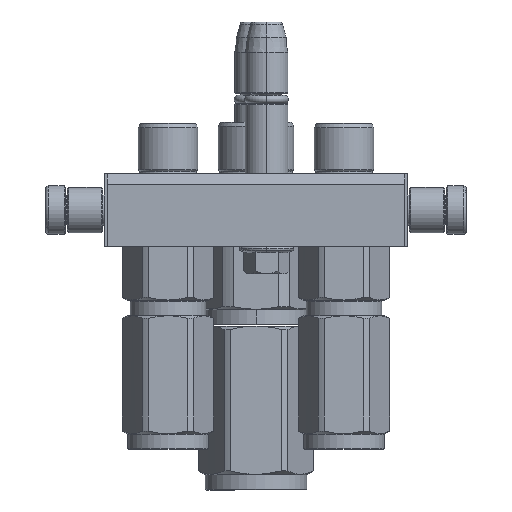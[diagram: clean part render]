
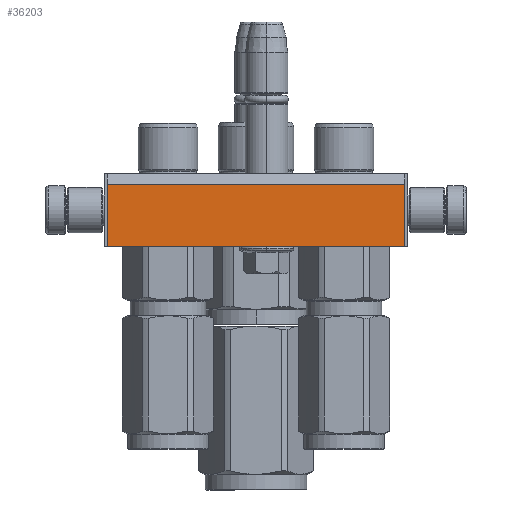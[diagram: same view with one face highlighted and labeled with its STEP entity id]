
A CAD part, left-side view. The second image highlights one B-rep face of the part: STEP entity #36203.
In plain terms, the highlighted face is planar.
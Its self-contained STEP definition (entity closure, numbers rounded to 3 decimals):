
#1115 = EDGE_CURVE ( 'NONE', #23530, #44389, #32319, .T. ) ;
#4624 = VERTEX_POINT ( 'NONE', #22133 ) ;
#5473 = ORIENTED_EDGE ( 'NONE', *, *, #13184, .T. ) ;
#10044 = ORIENTED_EDGE ( 'NONE', *, *, #52976, .T. ) ;
#13184 = EDGE_CURVE ( 'NONE', #47842, #4624, #20930, .T. ) ;
#13888 = VECTOR ( 'NONE', #34807, 1000. ) ;
#15496 = AXIS2_PLACEMENT_3D ( 'NONE', #27928, #52763, #52221 ) ;
#16330 = CARTESIAN_POINT ( 'NONE',  ( -20., 3.464, 24. ) ) ;
#20930 = LINE ( 'NONE', #37769, #52189 ) ;
#21423 = CARTESIAN_POINT ( 'NONE',  ( -20., 24., 24. ) ) ;
#22133 = CARTESIAN_POINT ( 'NONE',  ( 78., 24., 24. ) ) ;
#23155 = CARTESIAN_POINT ( 'NONE',  ( -20., 24., 24. ) ) ;
#23530 = VERTEX_POINT ( 'NONE', #28122 ) ;
#24606 = LINE ( 'NONE', #21423, #39563 ) ;
#25008 = LINE ( 'NONE', #38971, #13888 ) ;
#25294 = ORIENTED_EDGE ( 'NONE', *, *, #1115, .F. ) ;
#27928 = CARTESIAN_POINT ( 'NONE',  ( -21., 0., 24. ) ) ;
#28122 = CARTESIAN_POINT ( 'NONE',  ( -20., 3.464, 24. ) ) ;
#32224 = DIRECTION ( 'NONE',  ( 0., 1., 0. ) ) ;
#32319 = LINE ( 'NONE', #16330, #38116 ) ;
#32806 = EDGE_LOOP ( 'NONE', ( #34772, #25294, #10044, #5473 ) ) ;
#33651 = DIRECTION ( 'NONE',  ( 1., 0., 0. ) ) ;
#34772 = ORIENTED_EDGE ( 'NONE', *, *, #35082, .F. ) ;
#34807 = DIRECTION ( 'NONE',  ( 1., 0., 0. ) ) ;
#35082 = EDGE_CURVE ( 'NONE', #44389, #4624, #24606, .T. ) ;
#36203 = ADVANCED_FACE ( 'NONE', ( #38721 ), #52582, .T. ) ;
#37769 = CARTESIAN_POINT ( 'NONE',  ( 78., 3.464, 24. ) ) ;
#38116 = VECTOR ( 'NONE', #32224, 1000. ) ;
#38721 = FACE_OUTER_BOUND ( 'NONE', #32806, .T. ) ;
#38971 = CARTESIAN_POINT ( 'NONE',  ( -20., 3.464, 24. ) ) ;
#39563 = VECTOR ( 'NONE', #33651, 1000. ) ;
#44389 = VERTEX_POINT ( 'NONE', #23155 ) ;
#46116 = DIRECTION ( 'NONE',  ( 0., 1., 0. ) ) ;
#47379 = CARTESIAN_POINT ( 'NONE',  ( 78., 3.464, 24. ) ) ;
#47842 = VERTEX_POINT ( 'NONE', #47379 ) ;
#52189 = VECTOR ( 'NONE', #46116, 1000. ) ;
#52221 = DIRECTION ( 'NONE',  ( 1., 0., 0. ) ) ;
#52582 = PLANE ( 'NONE',  #15496 ) ;
#52763 = DIRECTION ( 'NONE',  ( 0., 0., 1. ) ) ;
#52976 = EDGE_CURVE ( 'NONE', #23530, #47842, #25008, .T. ) ;
